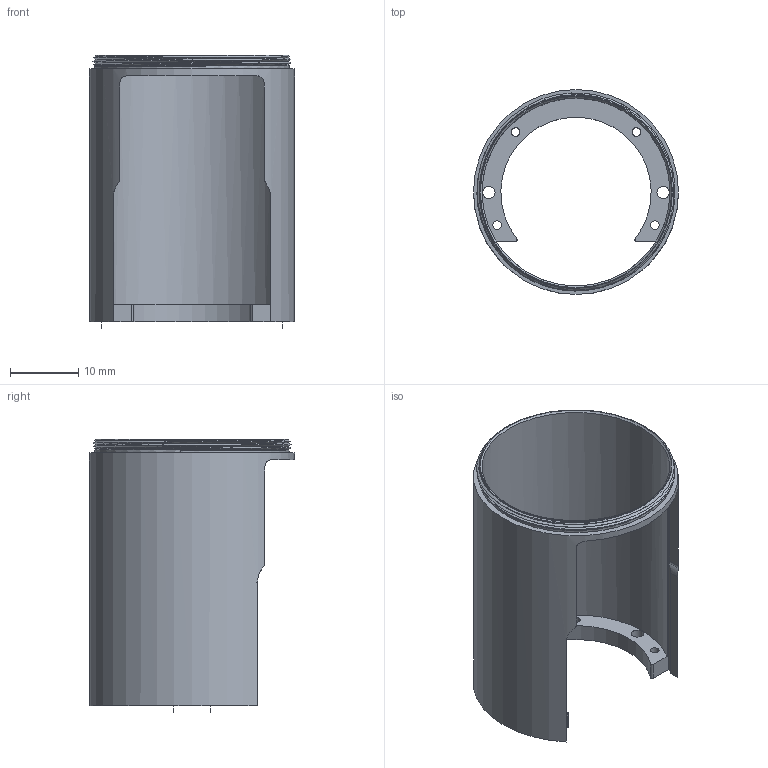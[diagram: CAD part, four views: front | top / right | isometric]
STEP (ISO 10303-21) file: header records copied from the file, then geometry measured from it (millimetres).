
FILE_DESCRIPTION(('HOOPS Exchange Step'),'2;1');
FILE_NAME('temp_export','2022-11-03T14:02:53+01:00',('mobile'),('Shapr3D Limited'),'HOOPS Exchange 2022.1','Shapr3D','Authorized');
FILE_SCHEMA( ('AUTOMOTIVE_DESIGN { 1 0 10303 214 1 1 1 1 }') );
Length unit declared in the file: millimetre
Products named in the file (3): EX-RV1K-01 CUERPO DE BATERIA_sch; 0. ROVER-1K_v2_RCA-3.stp; root
Assembly tree (2 placements, depth 3):
  root
    0. ROVER-1K_v2_RCA-3.stp
      EX-RV1K-01 CUERPO DE BATERIA_sch
Bounding box: 30 x 30 x 40 mm (x, y, z)
Volume: 3425 mm3; surface area: 6048.1 mm2
Topology: 1 solids, 1 shells, 55 faces, 155 edges, 103 vertices
Faces by surface type: cylinder 26, plane 18, cone 6, bspline 5
Full cylindrical faces by diameter (mm): 1.25 x4, 1.8 x2, 3.4 x2, 27.5 x1, 28.4 x1, 30 x1
Entity records: 6171 total; most frequent: CARTESIAN_POINT 4687, ORIENTED_EDGE 308, DIRECTION 277, EDGE_CURVE 154, AXIS2_PLACEMENT_3D 107, VERTEX_POINT 103, EDGE_LOOP 71, FACE_BOUND 71
